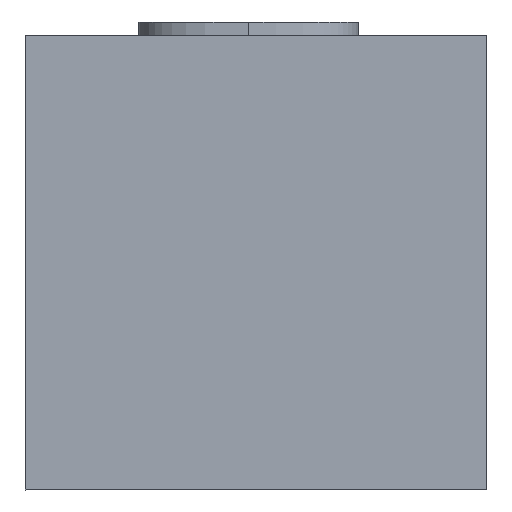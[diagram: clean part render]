
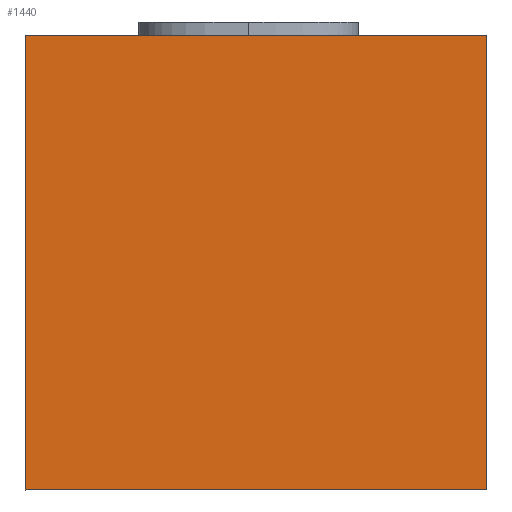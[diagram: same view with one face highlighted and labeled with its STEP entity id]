
A CAD part, left-side view. The second image highlights one B-rep face of the part: STEP entity #1440.
In plain terms, the highlighted planar face has unit normal (-1, 0, 0).
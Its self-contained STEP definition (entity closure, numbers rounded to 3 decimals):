
#152=FACE_OUTER_BOUND('',#234,.T.);
#234=EDGE_LOOP('',(#1001,#1002,#1003,#1004));
#331=LINE('',#1912,#487);
#336=LINE('',#1922,#492);
#337=LINE('',#1924,#493);
#338=LINE('',#1925,#494);
#487=VECTOR('',#1628,1000.);
#492=VECTOR('',#1637,1000.);
#493=VECTOR('',#1638,1000.);
#494=VECTOR('',#1639,1000.);
#639=VERTEX_POINT('',#1909);
#640=VERTEX_POINT('',#1911);
#643=VERTEX_POINT('',#1921);
#644=VERTEX_POINT('',#1923);
#779=EDGE_CURVE('',#640,#639,#331,.T.);
#784=EDGE_CURVE('',#643,#640,#336,.T.);
#785=EDGE_CURVE('',#644,#639,#337,.T.);
#786=EDGE_CURVE('',#644,#643,#338,.T.);
#1001=ORIENTED_EDGE('',*,*,#784,.T.);
#1002=ORIENTED_EDGE('',*,*,#779,.T.);
#1003=ORIENTED_EDGE('',*,*,#785,.F.);
#1004=ORIENTED_EDGE('',*,*,#786,.T.);
#1382=PLANE('',#1540);
#1440=ADVANCED_FACE('',(#152),#1382,.T.);
#1540=AXIS2_PLACEMENT_3D('',#1920,#1635,#1636);
#1628=DIRECTION('',(0.,0.,1.));
#1635=DIRECTION('center_axis',(-1.,0.,0.));
#1636=DIRECTION('ref_axis',(0.,-1.,0.));
#1637=DIRECTION('',(0.,-1.,0.));
#1638=DIRECTION('',(0.,-1.,0.));
#1639=DIRECTION('',(0.,0.,-1.));
#1909=CARTESIAN_POINT('',(-0.34,0.,0.165));
#1911=CARTESIAN_POINT('',(-0.34,0.,-0.165));
#1912=CARTESIAN_POINT('',(-0.34,0.,0.165));
#1920=CARTESIAN_POINT('Origin',(-0.34,0.325,0.165));
#1921=CARTESIAN_POINT('',(-0.34,0.325,-0.165));
#1922=CARTESIAN_POINT('',(-0.34,0.325,-0.165));
#1923=CARTESIAN_POINT('',(-0.34,0.325,0.165));
#1924=CARTESIAN_POINT('',(-0.34,0.325,0.165));
#1925=CARTESIAN_POINT('',(-0.34,0.325,0.165));
